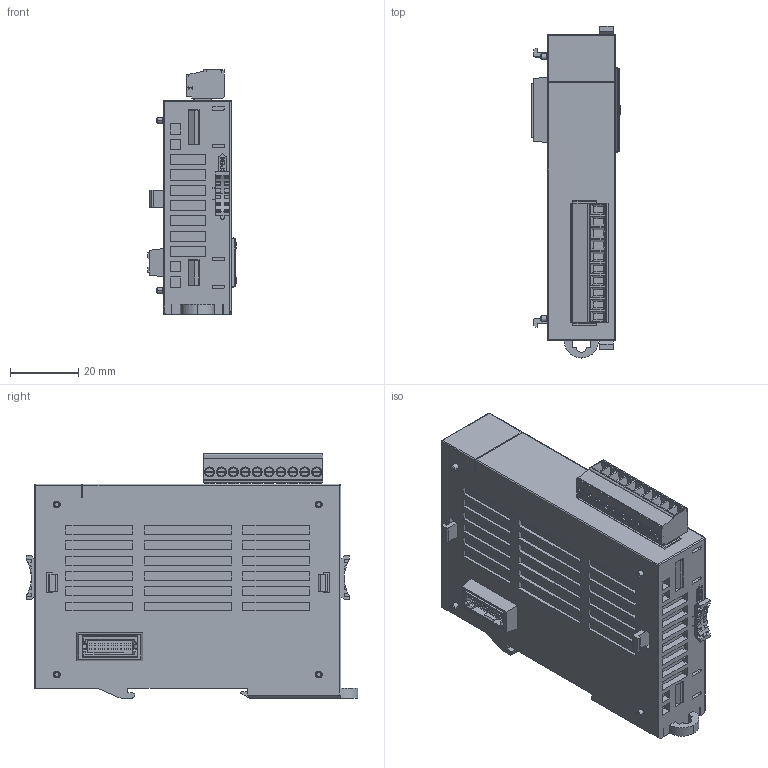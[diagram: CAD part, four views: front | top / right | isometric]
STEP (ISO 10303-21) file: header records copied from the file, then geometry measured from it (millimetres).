
FILE_DESCRIPTION (( 'STEP AP214' ), '1' );
FILE_NAME ('XBE-AC08A nc coord fxt.STEP', '2022-11-16T18:40:26', ( '' ), ( '' ), 'SwSTEP 2.0', 'SolidWorks 2021', '' );
FILE_SCHEMA (( 'AUTOMOTIVE_DESIGN' ));
Length unit declared in the file: inch
Products named in the file (1): XBE-AC08A nc coord fxt
Bounding box: 26.15 x 97.5 x 71.95 mm (x, y, z)
Volume: 109610.2 mm3; surface area: 27751.4 mm2
Topology: 1 solids, 22 shells, 2617 faces, 7125 edges, 4586 vertices
Faces by surface type: plane 1995, cylinder 449, bspline 101, cone 72
Entity records: 83965 total; most frequent: CARTESIAN_POINT 18516, ORIENTED_EDGE 14172, DIRECTION 12588, EDGE_CURVE 7086, LINE 5552, VECTOR 5552, VERTEX_POINT 4586, AXIS2_PLACEMENT_3D 3518
